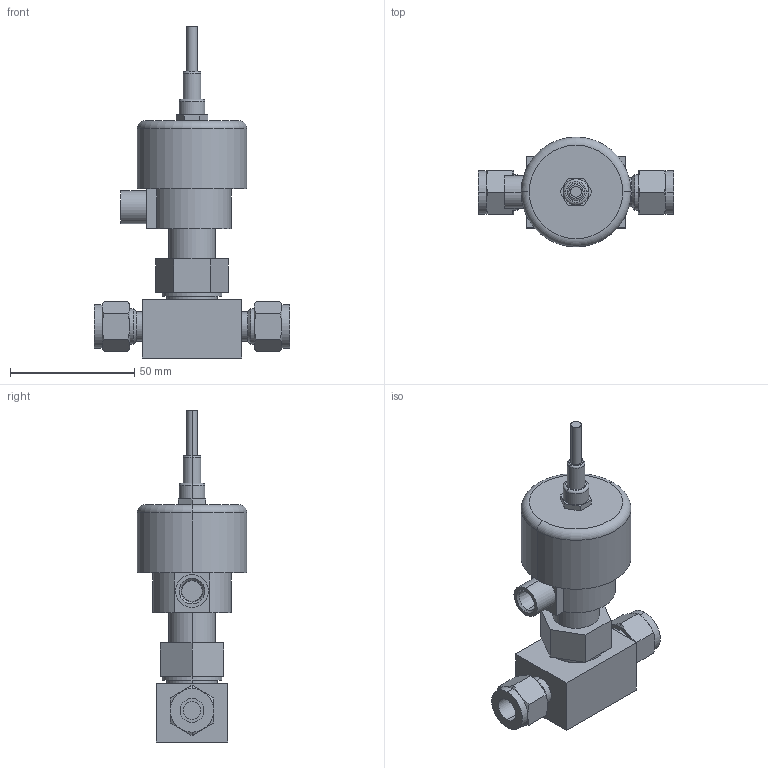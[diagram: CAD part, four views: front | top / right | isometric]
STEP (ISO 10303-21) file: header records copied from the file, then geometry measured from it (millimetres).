
FILE_DESCRIPTION(('starvars output'),'2;1');
FILE_NAME('cv20191102075349000043834.stp','07:53:49 2019/11/02',( 'Thomas Industrial Network Germany GmbH'),( 'Thomas Industrial Network Germany GmbH'),'unknown preprocess','ACIS' ,'unknown authorization');
FILE_SCHEMA(('CONFIG_CONTROL_DESIGN {UNKNOWN IMPLEMENTATION LEVEL}'));
Length unit declared in the file: millimetre
Products named in the file (1): PRODUCT_ID_1
Bounding box: 78.49 x 44.2 x 133.6 mm (x, y, z)
Volume: 102328.2 mm3; surface area: 21215.8 mm2
Topology: 1 solids, 1 shells, 155 faces, 333 edges, 200 vertices
Faces by surface type: plane 55, cone 48, cylinder 46, torus 6
Entity records: 3473 total; most frequent: ORIENTED_EDGE 658, CARTESIAN_POINT 639, DIRECTION 451, EDGE_CURVE 329, VERTEX_POINT 200, EDGE_LOOP 179, FACE_BOUND 179, AXIS2_PLACEMENT_3D 156
